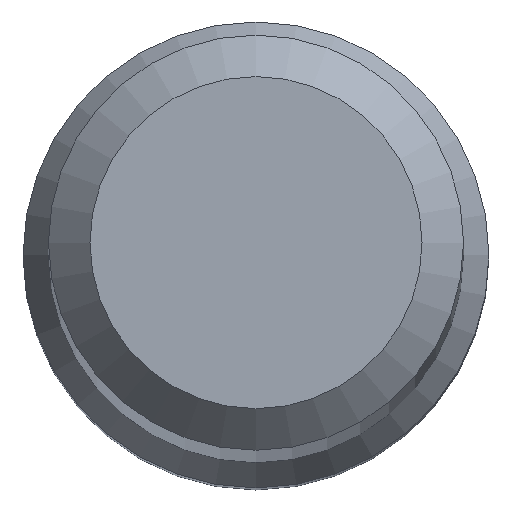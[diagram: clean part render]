
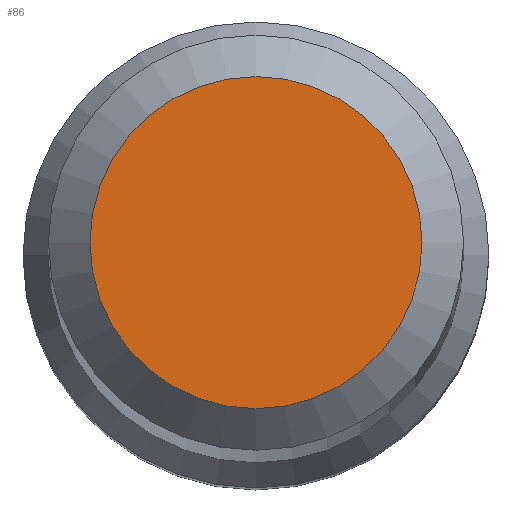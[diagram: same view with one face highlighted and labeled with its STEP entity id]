
A CAD part, top view. The second image highlights one B-rep face of the part: STEP entity #86.
In plain terms, the highlighted planar face has unit normal (0, 0, 1).
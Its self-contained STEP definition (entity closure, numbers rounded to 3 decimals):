
#6 = PLANE ( 'NONE',  #21 ) ;
#21 = AXIS2_PLACEMENT_3D ( 'NONE', #94, #227, #120 ) ;
#25 = DIRECTION ( 'NONE',  ( 0., 0., -1. ) ) ;
#39 = AXIS2_PLACEMENT_3D ( 'NONE', #118, #25, #98 ) ;
#86 = ADVANCED_FACE ( 'NONE', ( #149 ), #6, .F. ) ;
#94 = CARTESIAN_POINT ( 'NONE',  ( 0., 0., 80. ) ) ;
#98 = DIRECTION ( 'NONE',  ( 0., 1., 0. ) ) ;
#103 = CARTESIAN_POINT ( 'NONE',  ( 0., 1.6, 80. ) ) ;
#118 = CARTESIAN_POINT ( 'NONE',  ( 0., 0., 80. ) ) ;
#120 = DIRECTION ( 'NONE',  ( 0., 1., 0. ) ) ;
#122 = VERTEX_POINT ( 'NONE', #103 ) ;
#149 = FACE_OUTER_BOUND ( 'NONE', #183, .T. ) ;
#155 = CIRCLE ( 'NONE', #39, 1.6 ) ;
#183 = EDGE_LOOP ( 'NONE', ( #242 ) ) ;
#212 = EDGE_CURVE ( 'NONE', #122, #122, #155, .T. ) ;
#227 = DIRECTION ( 'NONE',  ( 0., 0., -1. ) ) ;
#242 = ORIENTED_EDGE ( 'NONE', *, *, #212, .F. ) ;
